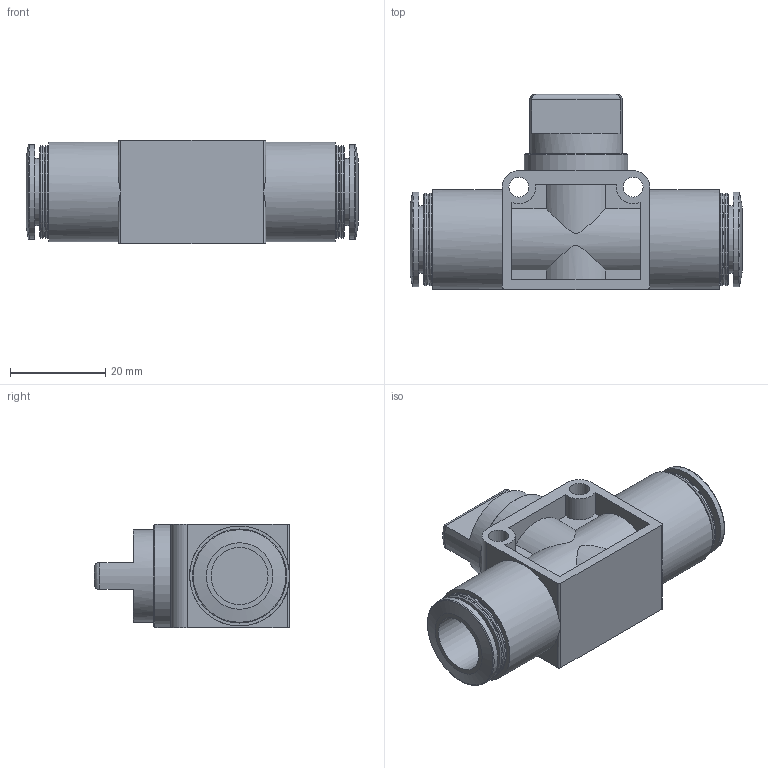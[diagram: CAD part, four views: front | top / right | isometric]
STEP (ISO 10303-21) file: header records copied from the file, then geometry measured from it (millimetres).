
FILE_DESCRIPTION(/* description */ ('STEP AP214'),/* implementation_level */ '2;1');
FILE_NAME(/* name */ '153470_HE-2-QS-12',/* time_stamp */ '2024-08-23T10:26:01+02:00',/* author */ ('License CC BY-ND 4.0'),/* organization */ ('CADENAS'),/* preprocessor_version */ 'ST-DEVELOPER v19.3',/* originating_system */ 'PARTsolutions',/* authorisation */ ' ');
FILE_SCHEMA (('AUTOMOTIVE_DESIGN {1 0 10303 214 3 1 1}'));
Length unit declared in the file: millimetre
Products named in the file (1): 153470 HE-2-QS-12
Bounding box: 69.8 x 41 x 21.7 mm (x, y, z)
Volume: 24208 mm3; surface area: 10817.1 mm2
Topology: 1 solids, 5 shells, 104 faces, 230 edges, 147 vertices
Faces by surface type: plane 51, cylinder 38, cone 11, torus 4
Full cylindrical faces by diameter (mm): 4.2 x2, 12 x2, 14.1 x2, 19.5 x5, 19.8 x2, 21 x2, 21.7 x1
Entity records: 3506 total; most frequent: CARTESIAN_POINT 547, DIRECTION 472, ORIENTED_EDGE 394, EDGE_CURVE 197, AXIS2_PLACEMENT_3D 186, EDGE_LOOP 148, FACE_BOUND 148, VERTEX_POINT 143
